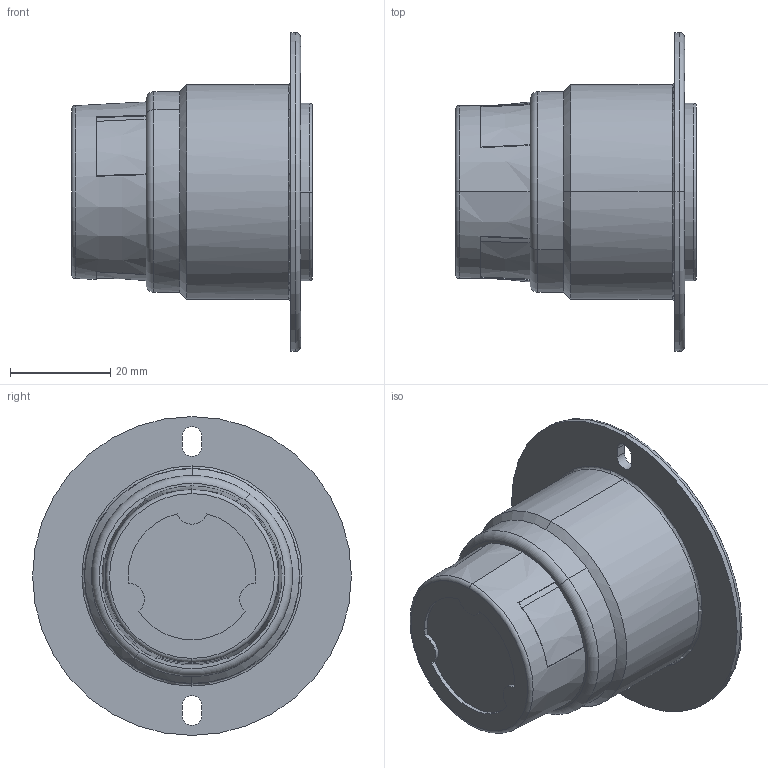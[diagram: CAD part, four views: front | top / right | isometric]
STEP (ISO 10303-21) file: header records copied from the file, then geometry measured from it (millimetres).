
FILE_DESCRIPTION (( 'STEP AP214' ), '1' );
FILE_NAME ('CATSTD-05279-00C-M01.STEP', '2021-06-15T12:27:45', ( '' ), ( '' ), 'SwSTEP 2.0', 'SolidWorks 2020', '' );
FILE_SCHEMA (( 'AUTOMOTIVE_DESIGN' ));
Length unit declared in the file: inch
Products named in the file (1): CATSTD-05279-00C-M01
Bounding box: 47.98 x 63.5 x 63.5 mm (x, y, z)
Volume: 55666 mm3; surface area: 18393 mm2
Topology: 1 solids, 1 shells, 716 faces, 1981 edges, 1311 vertices
Faces by surface type: plane 619, cylinder 55, bspline 16, cone 14, torus 12
Entity records: 32299 total; most frequent: CARTESIAN_POINT 5303, ORIENTED_EDGE 3962, DIRECTION 3499, EDGE_CURVE 1981, VECTOR 1761, LINE 1761, VERTEX_POINT 1311, AXIS2_PLACEMENT_3D 869
